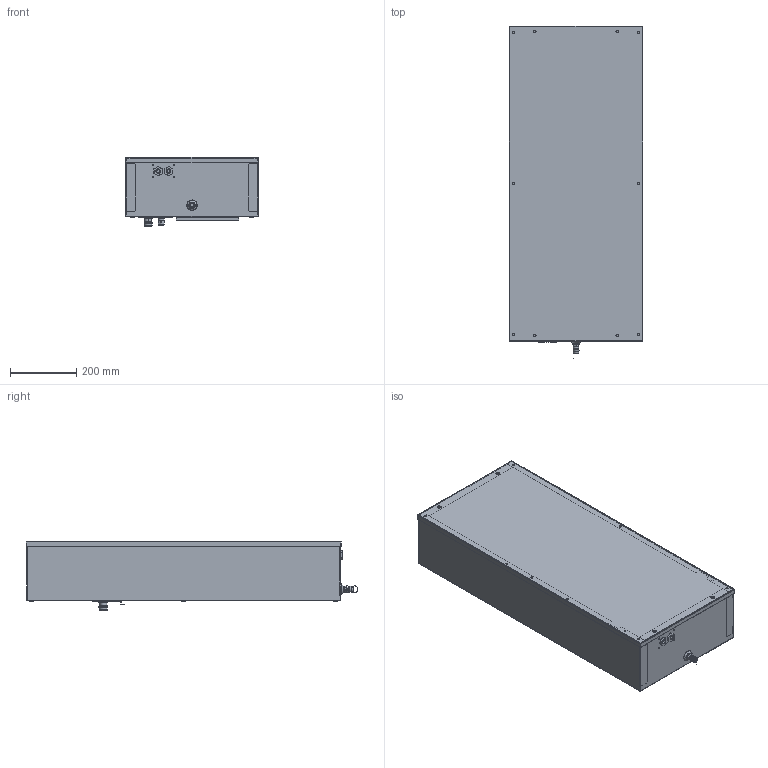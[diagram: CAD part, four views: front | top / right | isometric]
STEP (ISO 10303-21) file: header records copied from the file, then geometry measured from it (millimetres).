
FILE_DESCRIPTION((''),'2;1');
FILE_NAME('60096','2024-10-09T16:40:51',('lukes'),(''),'CREO PARAMETRIC BY PTC INC, 2023294','CREO PARAMETRIC BY PTC INC, 2023294','');
FILE_SCHEMA(('CONFIG_CONTROL_DESIGN','GEOMETRIC_VALIDATION_PROPERTIES_MIM'));
Products named in the file (1): 60096
Bounding box: 404 x 1004.44 x 210 mm (x, y, z)
Volume: 1300637.4 mm3; surface area: 2621644 mm2
Topology: 13 solids, 68 shells, 5729 faces, 16204 edges, 10346 vertices
Faces by surface type: plane 3033, cylinder 1007, bspline 901, cone 645, torus 113, sphere 30
Entity records: 242885 total; most frequent: CARTESIAN_POINT 93896, ORIENTED_EDGE 31240, DIRECTION 22856, EDGE_CURVE 16152, VERTEX_POINT 10346, VECTOR 8282, LINE 8282, AXIS2_PLACEMENT_3D 7287
